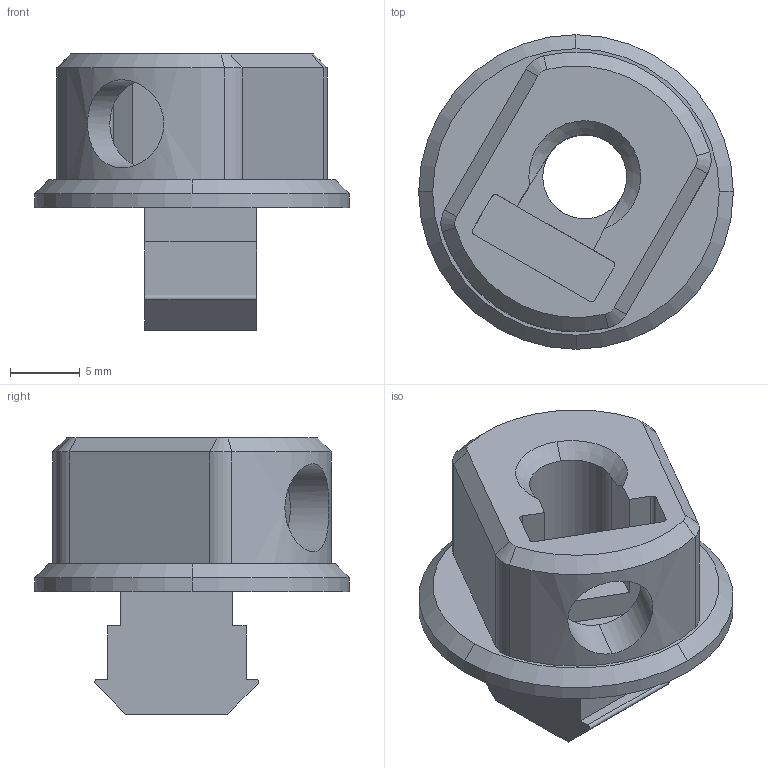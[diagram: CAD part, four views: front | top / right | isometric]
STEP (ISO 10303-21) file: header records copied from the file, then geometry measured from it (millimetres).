
FILE_DESCRIPTION(('STEP AP214'),'1');
FILE_NAME('cctmp_A152D74C-B803-444E-9517-F3A010486534_2020_1_9_16_38_5_458..stp','2020-01-09T15:38:05',('Bosch Rexroth AG'),('CADClick - www.CADClick.com'),'Spatial InterOp 3D',' ','unknown authorization - (Healing Option Enabled)');
FILE_SCHEMA(('AUTOMOTIVE_DESIGN'));
Length unit declared in the file: millimetre
Products named in the file (1): 2020_01_09__16-38-05-458
Bounding box: 22.5 x 22.5 x 19.75 mm (x, y, z)
Volume: 2694.6 mm3; surface area: 2257.2 mm2
Topology: 1 solids, 1 shells, 58 faces, 152 edges, 98 vertices
Faces by surface type: plane 28, cylinder 18, cone 12
Entity records: 2328 total; most frequent: CARTESIAN_POINT 362, DIRECTION 317, ORIENTED_EDGE 304, EDGE_CURVE 152, AXIS2_PLACEMENT_3D 110, VERTEX_POINT 98, LINE 97, VECTOR 97
